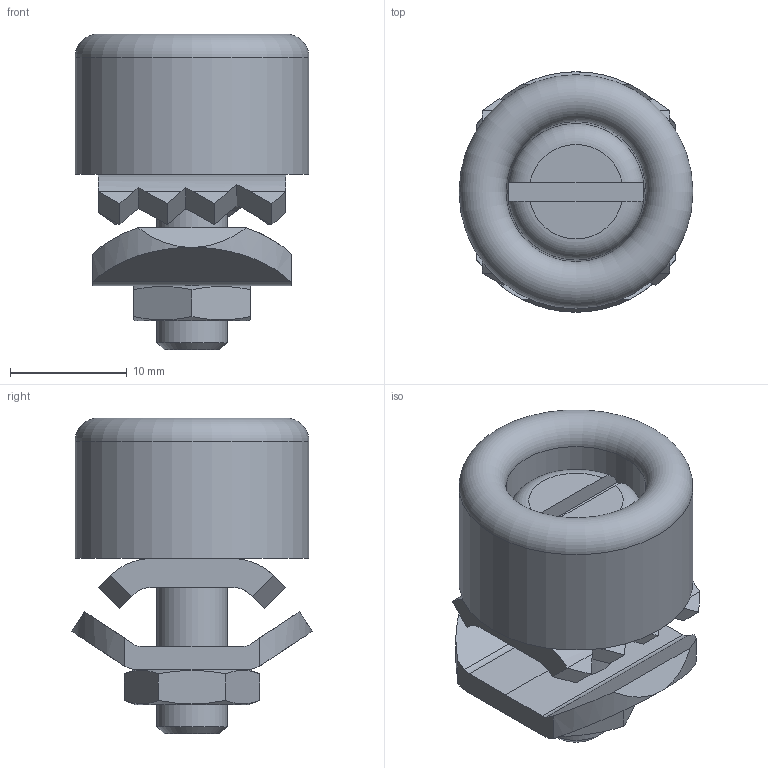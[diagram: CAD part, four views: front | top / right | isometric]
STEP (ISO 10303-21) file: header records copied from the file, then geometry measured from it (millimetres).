
FILE_DESCRIPTION(/* description */ (''),/* implementation_level */ '2;1');
FILE_NAME(/* name */ '1097.stp',/* time_stamp */ '2018-03-14T14:16:28+01:00',/* author */ ('Lionel'),/* organization */ (''),/* preprocessor_version */ 'ST-DEVELOPER v16.5',/* originating_system */ 'Autodesk Inventor 2017',/* authorisation */ '');
FILE_SCHEMA (('AUTOMOTIVE_DESIGN { 1 0 10303 214 3 1 1 }'));
Length unit declared in the file: millimetre
Products named in the file (6): 1097; 14023; 06004; JIS B 1101 - M6 x 20; 14676; 15208
Assembly tree (5 placements, depth 2):
  1097
    14023
    06004
    JIS B 1101 - M6 x 20
    14676
    15208
Bounding box: 20 x 20.55 x 27 mm (x, y, z)
Volume: 4925.2 mm3; surface area: 3965.8 mm2
Topology: 5 solids, 5 shells, 92 faces, 234 edges, 152 vertices
Faces by surface type: plane 64, cylinder 20, cone 6, torus 2
Full cylindrical faces by diameter (mm): 4.917 x2, 5.386 x1, 6 x2, 6.5 x1, 12 x1, 20 x1
Entity records: 2877 total; most frequent: CARTESIAN_POINT 523, DIRECTION 486, ORIENTED_EDGE 426, EDGE_CURVE 213, AXIS2_PLACEMENT_3D 186, VERTEX_POINT 147, EDGE_LOOP 116, LINE 114
